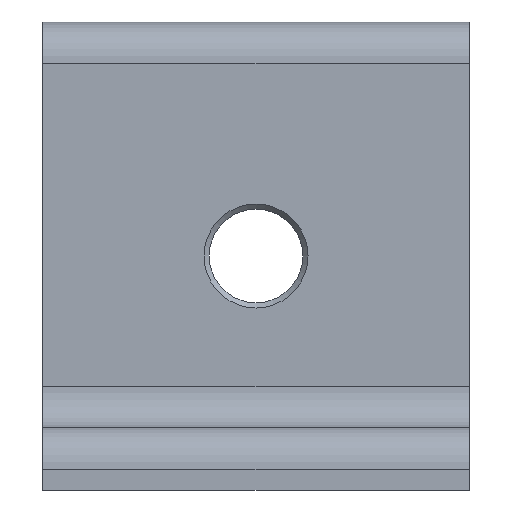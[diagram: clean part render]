
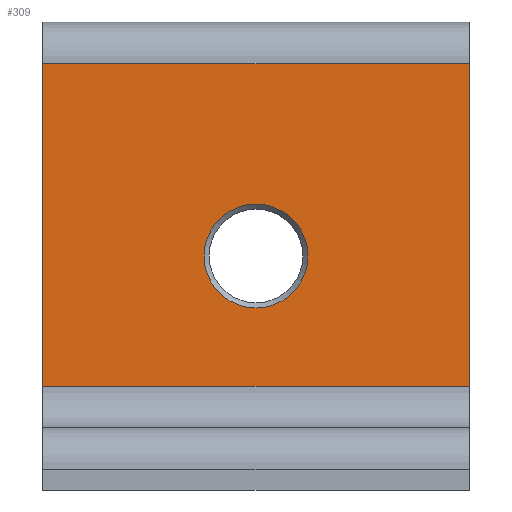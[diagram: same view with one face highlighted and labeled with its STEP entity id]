
A CAD part, front view. The second image highlights one B-rep face of the part: STEP entity #309.
In plain terms, the highlighted planar face has unit normal (0, -1, 0).
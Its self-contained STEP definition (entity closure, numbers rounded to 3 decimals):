
#27=FACE_BOUND('',#73,.T.);
#37=CIRCLE('',#350,5.);
#52=FACE_OUTER_BOUND('',#72,.T.);
#72=EDGE_LOOP('',(#242,#243,#244,#245));
#73=EDGE_LOOP('',(#246));
#92=LINE('',#491,#119);
#100=LINE('',#516,#127);
#101=LINE('',#519,#128);
#102=LINE('',#520,#129);
#119=VECTOR('',#393,1000.);
#127=VECTOR('',#417,1000.);
#128=VECTOR('',#422,1000.);
#129=VECTOR('',#423,1000.);
#146=VERTEX_POINT('',#487);
#147=VERTEX_POINT('',#489);
#155=VERTEX_POINT('',#513);
#156=VERTEX_POINT('',#515);
#157=VERTEX_POINT('',#521);
#178=EDGE_CURVE('',#147,#146,#92,.T.);
#190=EDGE_CURVE('',#156,#155,#100,.T.);
#192=EDGE_CURVE('',#155,#146,#101,.T.);
#193=EDGE_CURVE('',#156,#147,#102,.T.);
#194=EDGE_CURVE('',#157,#157,#37,.T.);
#242=ORIENTED_EDGE('',*,*,#192,.T.);
#243=ORIENTED_EDGE('',*,*,#178,.F.);
#244=ORIENTED_EDGE('',*,*,#193,.F.);
#245=ORIENTED_EDGE('',*,*,#190,.T.);
#246=ORIENTED_EDGE('',*,*,#194,.T.);
#298=PLANE('',#349);
#309=ADVANCED_FACE('',(#52,#27),#298,.F.);
#349=AXIS2_PLACEMENT_3D('',#518,#420,#421);
#350=AXIS2_PLACEMENT_3D('',#522,#424,#425);
#393=DIRECTION('',(1.,0.,0.));
#417=DIRECTION('',(1.,0.,0.));
#420=DIRECTION('center_axis',(0.,1.,0.));
#421=DIRECTION('ref_axis',(0.,0.,-1.));
#422=DIRECTION('',(0.,0.,1.));
#423=DIRECTION('',(0.,0.,1.));
#424=DIRECTION('center_axis',(0.,1.,0.));
#425=DIRECTION('ref_axis',(0.,0.,-1.));
#487=CARTESIAN_POINT('',(61.031,39.265,41.));
#489=CARTESIAN_POINT('',(20.031,39.265,41.));
#491=CARTESIAN_POINT('',(20.031,39.265,41.));
#513=CARTESIAN_POINT('',(61.031,39.265,10.));
#515=CARTESIAN_POINT('',(20.031,39.265,10.));
#516=CARTESIAN_POINT('',(20.031,39.265,10.));
#518=CARTESIAN_POINT('Origin',(20.031,39.265,10.));
#519=CARTESIAN_POINT('',(61.031,39.265,10.));
#520=CARTESIAN_POINT('',(20.031,39.265,10.));
#521=CARTESIAN_POINT('',(40.531,39.265,17.5));
#522=CARTESIAN_POINT('Origin',(40.531,39.265,22.5));
